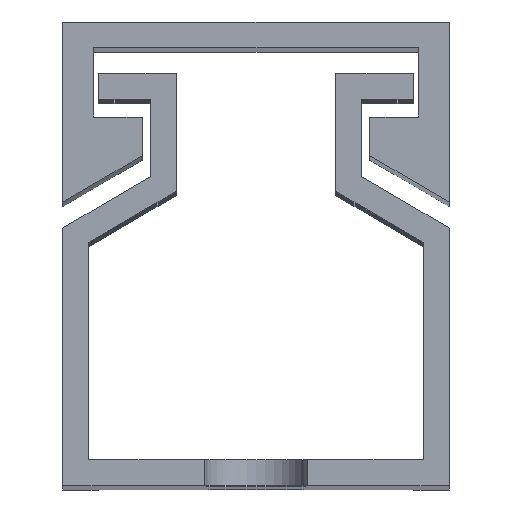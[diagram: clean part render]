
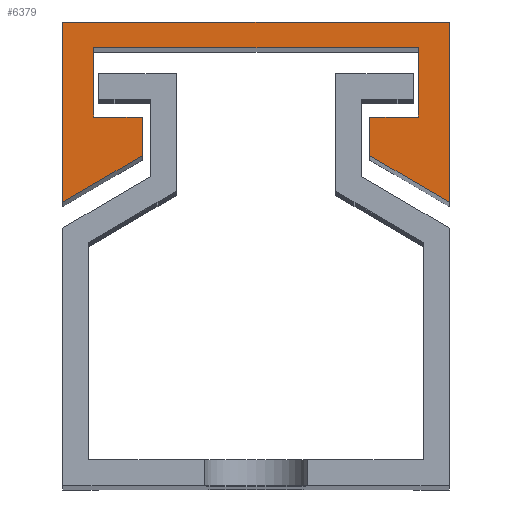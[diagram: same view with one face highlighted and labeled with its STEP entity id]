
A CAD part, top view. The second image highlights one B-rep face of the part: STEP entity #6379.
In plain terms, the highlighted planar face has unit normal (0, 0, 1).
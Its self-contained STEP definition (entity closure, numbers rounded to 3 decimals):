
#64 = CARTESIAN_POINT ( 'NONE',  ( 63.67, 12.81, 0. ) ) ;
#244 = DIRECTION ( 'NONE',  ( 1., 0., 0. ) ) ;
#286 = DIRECTION ( 'NONE',  ( 0., 1., 0. ) ) ;
#293 = DIRECTION ( 'NONE',  ( 0., -1., 0. ) ) ;
#408 = DIRECTION ( 'NONE',  ( 0., 1., 0. ) ) ;
#640 = VERTEX_POINT ( 'NONE', #5697 ) ;
#645 = VECTOR ( 'NONE', #293, 1000. ) ;
#703 = ORIENTED_EDGE ( 'NONE', *, *, #3982, .T. ) ;
#721 = ORIENTED_EDGE ( 'NONE', *, *, #1165, .T. ) ;
#813 = LINE ( 'NONE', #5101, #3499 ) ;
#930 = EDGE_CURVE ( 'NONE', #1958, #5137, #1996, .T. ) ;
#1165 = EDGE_CURVE ( 'NONE', #3313, #3244, #4565, .T. ) ;
#1258 = LINE ( 'NONE', #64, #5118 ) ;
#1353 = EDGE_LOOP ( 'NONE', ( #7773, #6745, #703, #1484, #721, #5418, #3626, #5617, #3917, #5190, #2737, #2415 ) ) ;
#1357 = CARTESIAN_POINT ( 'NONE',  ( 51.745, 18., 0. ) ) ;
#1460 = VECTOR ( 'NONE', #408, 1000. ) ;
#1484 = ORIENTED_EDGE ( 'NONE', *, *, #5183, .T. ) ;
#1677 = VERTEX_POINT ( 'NONE', #7223 ) ;
#1822 = VECTOR ( 'NONE', #2678, 1000. ) ;
#1875 = CARTESIAN_POINT ( 'NONE',  ( 66.745, 18., 0. ) ) ;
#1958 = VERTEX_POINT ( 'NONE', #4506 ) ;
#1996 = LINE ( 'NONE', #1357, #1822 ) ;
#2004 = CARTESIAN_POINT ( 'NONE',  ( 66.745, 18., 0. ) ) ;
#2083 = EDGE_CURVE ( 'NONE', #3330, #4440, #3570, .T. ) ;
#2089 = CARTESIAN_POINT ( 'NONE',  ( 65.541, 14.31, 0. ) ) ;
#2240 = AXIS2_PLACEMENT_3D ( 'NONE', #4451, #3290, #244 ) ;
#2348 = VERTEX_POINT ( 'NONE', #6111 ) ;
#2375 = VECTOR ( 'NONE', #4733, 1000. ) ;
#2415 = ORIENTED_EDGE ( 'NONE', *, *, #930, .T. ) ;
#2635 = LINE ( 'NONE', #6203, #4151 ) ;
#2647 = PLANE ( 'NONE',  #2240 ) ;
#2678 = DIRECTION ( 'NONE',  ( 0., -1., 0. ) ) ;
#2726 = LINE ( 'NONE', #2004, #6008 ) ;
#2737 = ORIENTED_EDGE ( 'NONE', *, *, #5103, .T. ) ;
#2783 = EDGE_CURVE ( 'NONE', #3244, #3330, #6888, .T. ) ;
#2786 = VERTEX_POINT ( 'NONE', #3372 ) ;
#2890 = LINE ( 'NONE', #3412, #2375 ) ;
#2968 = VERTEX_POINT ( 'NONE', #1875 ) ;
#2970 = DIRECTION ( 'NONE',  ( -1., 0., 0. ) ) ;
#3244 = VERTEX_POINT ( 'NONE', #7751 ) ;
#3290 = DIRECTION ( 'NONE',  ( 0., 0., 1. ) ) ;
#3313 = VERTEX_POINT ( 'NONE', #7227 ) ;
#3330 = VERTEX_POINT ( 'NONE', #4795 ) ;
#3344 = VECTOR ( 'NONE', #2970, 1000. ) ;
#3372 = CARTESIAN_POINT ( 'NONE',  ( 66.745, 11., 0. ) ) ;
#3412 = CARTESIAN_POINT ( 'NONE',  ( 66.745, 11., 0. ) ) ;
#3480 = CARTESIAN_POINT ( 'NONE',  ( 63.67, 12.81, 0. ) ) ;
#3499 = VECTOR ( 'NONE', #6303, 1000. ) ;
#3570 = LINE ( 'NONE', #6010, #3344 ) ;
#3626 = ORIENTED_EDGE ( 'NONE', *, *, #2083, .T. ) ;
#3702 = VECTOR ( 'NONE', #7816, 1000. ) ;
#3917 = ORIENTED_EDGE ( 'NONE', *, *, #6142, .T. ) ;
#3982 = EDGE_CURVE ( 'NONE', #2348, #1677, #813, .T. ) ;
#4093 = DIRECTION ( 'NONE',  ( -1., 0., 0. ) ) ;
#4151 = VECTOR ( 'NONE', #5040, 1000. ) ;
#4440 = VERTEX_POINT ( 'NONE', #6043 ) ;
#4451 = CARTESIAN_POINT ( 'NONE',  ( 0., 0., 0. ) ) ;
#4506 = CARTESIAN_POINT ( 'NONE',  ( 51.745, 18., 0. ) ) ;
#4565 = LINE ( 'NONE', #6366, #6121 ) ;
#4614 = EDGE_CURVE ( 'NONE', #5137, #640, #2635, .T. ) ;
#4617 = LINE ( 'NONE', #5892, #1460 ) ;
#4694 = LINE ( 'NONE', #5379, #3702 ) ;
#4733 = DIRECTION ( 'NONE',  ( 0.862, -0.507, 0. ) ) ;
#4795 = CARTESIAN_POINT ( 'NONE',  ( 65.541, 14.31, 0. ) ) ;
#4952 = DIRECTION ( 'NONE',  ( 0., -1., 0. ) ) ;
#5040 = DIRECTION ( 'NONE',  ( 0.862, 0.507, 0. ) ) ;
#5101 = CARTESIAN_POINT ( 'NONE',  ( 54.82, 14.31, 0. ) ) ;
#5103 = EDGE_CURVE ( 'NONE', #2968, #1958, #7462, .T. ) ;
#5118 = VECTOR ( 'NONE', #4952, 1000. ) ;
#5137 = VERTEX_POINT ( 'NONE', #6529 ) ;
#5183 = EDGE_CURVE ( 'NONE', #1677, #3313, #4617, .T. ) ;
#5190 = ORIENTED_EDGE ( 'NONE', *, *, #7507, .T. ) ;
#5379 = CARTESIAN_POINT ( 'NONE',  ( 54.82, 12.81, 0. ) ) ;
#5418 = ORIENTED_EDGE ( 'NONE', *, *, #2783, .T. ) ;
#5617 = ORIENTED_EDGE ( 'NONE', *, *, #7878, .T. ) ;
#5697 = CARTESIAN_POINT ( 'NONE',  ( 54.82, 12.81, 0. ) ) ;
#5892 = CARTESIAN_POINT ( 'NONE',  ( 52.949, 14.31, 0. ) ) ;
#6008 = VECTOR ( 'NONE', #286, 1000. ) ;
#6010 = CARTESIAN_POINT ( 'NONE',  ( 63.67, 14.31, 0. ) ) ;
#6043 = CARTESIAN_POINT ( 'NONE',  ( 63.67, 14.31, 0. ) ) ;
#6111 = CARTESIAN_POINT ( 'NONE',  ( 54.82, 14.31, 0. ) ) ;
#6121 = VECTOR ( 'NONE', #7712, 1000. ) ;
#6142 = EDGE_CURVE ( 'NONE', #6504, #2786, #2890, .T. ) ;
#6203 = CARTESIAN_POINT ( 'NONE',  ( 51.745, 11., 0. ) ) ;
#6303 = DIRECTION ( 'NONE',  ( -1., 0., 0. ) ) ;
#6366 = CARTESIAN_POINT ( 'NONE',  ( 52.949, 17., 0. ) ) ;
#6379 = ADVANCED_FACE ( 'NONE', ( #6882 ), #2647, .T. ) ;
#6504 = VERTEX_POINT ( 'NONE', #3480 ) ;
#6529 = CARTESIAN_POINT ( 'NONE',  ( 51.745, 11., 0. ) ) ;
#6706 = VECTOR ( 'NONE', #4093, 1000. ) ;
#6745 = ORIENTED_EDGE ( 'NONE', *, *, #7314, .T. ) ;
#6882 = FACE_OUTER_BOUND ( 'NONE', #1353, .T. ) ;
#6888 = LINE ( 'NONE', #2089, #645 ) ;
#7223 = CARTESIAN_POINT ( 'NONE',  ( 52.949, 14.31, 0. ) ) ;
#7227 = CARTESIAN_POINT ( 'NONE',  ( 52.949, 17., 0. ) ) ;
#7314 = EDGE_CURVE ( 'NONE', #640, #2348, #4694, .T. ) ;
#7462 = LINE ( 'NONE', #7502, #6706 ) ;
#7502 = CARTESIAN_POINT ( 'NONE',  ( 66.745, 18., 0. ) ) ;
#7507 = EDGE_CURVE ( 'NONE', #2786, #2968, #2726, .T. ) ;
#7712 = DIRECTION ( 'NONE',  ( 1., 0., 0. ) ) ;
#7751 = CARTESIAN_POINT ( 'NONE',  ( 65.541, 17., 0. ) ) ;
#7773 = ORIENTED_EDGE ( 'NONE', *, *, #4614, .T. ) ;
#7816 = DIRECTION ( 'NONE',  ( 0., 1., 0. ) ) ;
#7878 = EDGE_CURVE ( 'NONE', #4440, #6504, #1258, .T. ) ;
